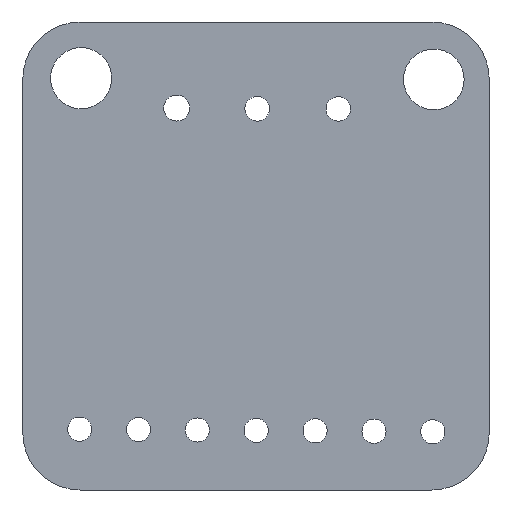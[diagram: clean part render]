
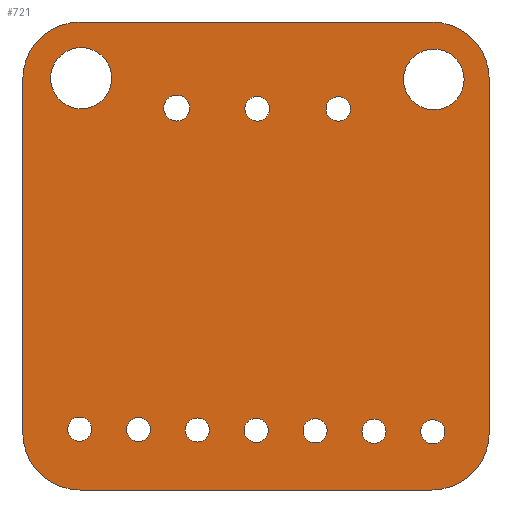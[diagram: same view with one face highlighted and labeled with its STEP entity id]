
A CAD part, front view. The second image highlights one B-rep face of the part: STEP entity #721.
In plain terms, the highlighted planar face has unit normal (0, -1, 0).
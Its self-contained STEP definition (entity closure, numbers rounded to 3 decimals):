
#15=FACE_BOUND('',#157,.T.);
#16=FACE_BOUND('',#158,.T.);
#17=FACE_BOUND('',#159,.T.);
#18=FACE_BOUND('',#160,.T.);
#19=FACE_BOUND('',#161,.T.);
#20=FACE_BOUND('',#162,.T.);
#21=FACE_BOUND('',#163,.T.);
#22=FACE_BOUND('',#164,.T.);
#23=FACE_BOUND('',#165,.T.);
#24=FACE_BOUND('',#166,.T.);
#25=FACE_BOUND('',#167,.T.);
#26=FACE_BOUND('',#168,.T.);
#43=CIRCLE('',#760,0.525);
#45=CIRCLE('',#763,0.525);
#47=CIRCLE('',#766,0.534);
#49=CIRCLE('',#769,0.539);
#51=CIRCLE('',#772,0.525);
#53=CIRCLE('',#775,0.525);
#55=CIRCLE('',#778,0.525);
#57=CIRCLE('',#781,1.331);
#59=CIRCLE('',#784,1.322);
#61=CIRCLE('',#787,0.563);
#63=CIRCLE('',#790,0.525);
#65=CIRCLE('',#793,0.525);
#66=CIRCLE('',#795,2.5);
#68=CIRCLE('',#799,2.5);
#69=CIRCLE('',#800,2.5);
#70=CIRCLE('',#801,2.5);
#119=FACE_OUTER_BOUND('',#156,.T.);
#156=EDGE_LOOP('',(#595,#596,#597,#598,#599,#600,#601,#602));
#157=EDGE_LOOP('',(#603));
#158=EDGE_LOOP('',(#604));
#159=EDGE_LOOP('',(#605));
#160=EDGE_LOOP('',(#606));
#161=EDGE_LOOP('',(#607));
#162=EDGE_LOOP('',(#608));
#163=EDGE_LOOP('',(#609));
#164=EDGE_LOOP('',(#610));
#165=EDGE_LOOP('',(#611));
#166=EDGE_LOOP('',(#612));
#167=EDGE_LOOP('',(#613));
#168=EDGE_LOOP('',(#614));
#241=LINE('',#1175,#305);
#244=LINE('',#1181,#308);
#245=LINE('',#1185,#309);
#246=LINE('',#1189,#310);
#305=VECTOR('',#974,10.);
#308=VECTOR('',#979,10.);
#309=VECTOR('',#982,10.);
#310=VECTOR('',#985,10.);
#344=VERTEX_POINT('',#1095);
#346=VERTEX_POINT('',#1101);
#348=VERTEX_POINT('',#1107);
#350=VERTEX_POINT('',#1113);
#352=VERTEX_POINT('',#1119);
#354=VERTEX_POINT('',#1125);
#356=VERTEX_POINT('',#1131);
#358=VERTEX_POINT('',#1137);
#360=VERTEX_POINT('',#1143);
#362=VERTEX_POINT('',#1149);
#364=VERTEX_POINT('',#1155);
#366=VERTEX_POINT('',#1161);
#367=VERTEX_POINT('',#1165);
#368=VERTEX_POINT('',#1166);
#371=VERTEX_POINT('',#1174);
#373=VERTEX_POINT('',#1180);
#374=VERTEX_POINT('',#1182);
#375=VERTEX_POINT('',#1184);
#376=VERTEX_POINT('',#1186);
#377=VERTEX_POINT('',#1188);
#421=EDGE_CURVE('',#344,#344,#43,.T.);
#424=EDGE_CURVE('',#346,#346,#45,.T.);
#427=EDGE_CURVE('',#348,#348,#47,.T.);
#430=EDGE_CURVE('',#350,#350,#49,.T.);
#433=EDGE_CURVE('',#352,#352,#51,.T.);
#436=EDGE_CURVE('',#354,#354,#53,.T.);
#439=EDGE_CURVE('',#356,#356,#55,.T.);
#442=EDGE_CURVE('',#358,#358,#57,.T.);
#445=EDGE_CURVE('',#360,#360,#59,.T.);
#448=EDGE_CURVE('',#362,#362,#61,.T.);
#451=EDGE_CURVE('',#364,#364,#63,.T.);
#454=EDGE_CURVE('',#366,#366,#65,.T.);
#455=EDGE_CURVE('',#367,#368,#66,.T.);
#459=EDGE_CURVE('',#371,#368,#241,.T.);
#462=EDGE_CURVE('',#367,#373,#244,.T.);
#463=EDGE_CURVE('',#374,#373,#68,.T.);
#464=EDGE_CURVE('',#374,#375,#245,.T.);
#465=EDGE_CURVE('',#376,#375,#69,.T.);
#466=EDGE_CURVE('',#376,#377,#246,.T.);
#467=EDGE_CURVE('',#371,#377,#70,.T.);
#595=ORIENTED_EDGE('',*,*,#455,.F.);
#596=ORIENTED_EDGE('',*,*,#462,.T.);
#597=ORIENTED_EDGE('',*,*,#463,.F.);
#598=ORIENTED_EDGE('',*,*,#464,.T.);
#599=ORIENTED_EDGE('',*,*,#465,.F.);
#600=ORIENTED_EDGE('',*,*,#466,.T.);
#601=ORIENTED_EDGE('',*,*,#467,.F.);
#602=ORIENTED_EDGE('',*,*,#459,.T.);
#603=ORIENTED_EDGE('',*,*,#421,.T.);
#604=ORIENTED_EDGE('',*,*,#424,.T.);
#605=ORIENTED_EDGE('',*,*,#427,.T.);
#606=ORIENTED_EDGE('',*,*,#430,.T.);
#607=ORIENTED_EDGE('',*,*,#433,.T.);
#608=ORIENTED_EDGE('',*,*,#436,.T.);
#609=ORIENTED_EDGE('',*,*,#439,.T.);
#610=ORIENTED_EDGE('',*,*,#442,.T.);
#611=ORIENTED_EDGE('',*,*,#445,.T.);
#612=ORIENTED_EDGE('',*,*,#448,.T.);
#613=ORIENTED_EDGE('',*,*,#451,.T.);
#614=ORIENTED_EDGE('',*,*,#454,.T.);
#687=PLANE('',#798);
#721=ADVANCED_FACE('',(#119,#15,#16,#17,#18,#19,#20,#21,#22,#23,#24,#25,
#26),#687,.T.);
#760=AXIS2_PLACEMENT_3D('',#1097,#885,#886);
#763=AXIS2_PLACEMENT_3D('',#1103,#892,#893);
#766=AXIS2_PLACEMENT_3D('',#1109,#899,#900);
#769=AXIS2_PLACEMENT_3D('',#1115,#906,#907);
#772=AXIS2_PLACEMENT_3D('',#1121,#913,#914);
#775=AXIS2_PLACEMENT_3D('',#1127,#920,#921);
#778=AXIS2_PLACEMENT_3D('',#1133,#927,#928);
#781=AXIS2_PLACEMENT_3D('',#1139,#934,#935);
#784=AXIS2_PLACEMENT_3D('',#1145,#941,#942);
#787=AXIS2_PLACEMENT_3D('',#1151,#948,#949);
#790=AXIS2_PLACEMENT_3D('',#1157,#955,#956);
#793=AXIS2_PLACEMENT_3D('',#1163,#962,#963);
#795=AXIS2_PLACEMENT_3D('',#1167,#966,#967);
#798=AXIS2_PLACEMENT_3D('',#1179,#977,#978);
#799=AXIS2_PLACEMENT_3D('',#1183,#980,#981);
#800=AXIS2_PLACEMENT_3D('',#1187,#983,#984);
#801=AXIS2_PLACEMENT_3D('',#1190,#986,#987);
#885=DIRECTION('center_axis',(0.,1.,0.));
#886=DIRECTION('ref_axis',(-1.,0.,0.));
#892=DIRECTION('center_axis',(0.,1.,0.));
#893=DIRECTION('ref_axis',(-1.,0.,0.));
#899=DIRECTION('center_axis',(0.,1.,0.));
#900=DIRECTION('ref_axis',(-1.,0.,0.));
#906=DIRECTION('center_axis',(0.,1.,0.));
#907=DIRECTION('ref_axis',(-1.,0.,0.));
#913=DIRECTION('center_axis',(0.,1.,0.));
#914=DIRECTION('ref_axis',(-1.,0.,0.));
#920=DIRECTION('center_axis',(0.,1.,0.));
#921=DIRECTION('ref_axis',(-1.,0.,0.));
#927=DIRECTION('center_axis',(0.,1.,0.));
#928=DIRECTION('ref_axis',(-1.,0.,0.));
#934=DIRECTION('center_axis',(0.,1.,0.));
#935=DIRECTION('ref_axis',(-1.,0.,0.));
#941=DIRECTION('center_axis',(0.,1.,0.));
#942=DIRECTION('ref_axis',(-1.,0.,0.));
#948=DIRECTION('center_axis',(0.,1.,0.));
#949=DIRECTION('ref_axis',(-1.,0.,0.));
#955=DIRECTION('center_axis',(0.,1.,0.));
#956=DIRECTION('ref_axis',(-1.,0.,0.));
#962=DIRECTION('center_axis',(0.,1.,0.));
#963=DIRECTION('ref_axis',(-1.,0.,0.));
#966=DIRECTION('center_axis',(0.,1.,0.));
#967=DIRECTION('ref_axis',(-0.707,0.,-0.707));
#974=DIRECTION('',(0.,0.,-1.));
#977=DIRECTION('center_axis',(0.,-1.,0.));
#978=DIRECTION('ref_axis',(0.,0.,1.));
#979=DIRECTION('',(1.,0.,0.));
#980=DIRECTION('center_axis',(0.,1.,0.));
#981=DIRECTION('ref_axis',(0.707,0.,-0.707));
#982=DIRECTION('',(0.,0.,1.));
#983=DIRECTION('center_axis',(0.,1.,0.));
#984=DIRECTION('ref_axis',(0.707,0.,0.707));
#985=DIRECTION('',(-1.,0.,0.));
#986=DIRECTION('center_axis',(0.,1.,0.));
#987=DIRECTION('ref_axis',(-0.707,0.,0.707));
#1095=CARTESIAN_POINT('',(34.37,-86.497,-28.786));
#1097=CARTESIAN_POINT('Origin',(33.845,-86.497,-28.786));
#1101=CARTESIAN_POINT('',(24.117,-86.497,-28.71));
#1103=CARTESIAN_POINT('Origin',(23.592,-86.497,-28.71));
#1107=CARTESIAN_POINT('',(35.387,-86.497,-14.765));
#1109=CARTESIAN_POINT('Origin',(34.854,-86.497,-14.765));
#1113=CARTESIAN_POINT('',(31.865,-86.497,-14.759));
#1115=CARTESIAN_POINT('Origin',(31.326,-86.497,-14.759));
#1119=CARTESIAN_POINT('',(26.681,-86.497,-28.729));
#1121=CARTESIAN_POINT('Origin',(26.156,-86.497,-28.729));
#1125=CARTESIAN_POINT('',(36.934,-86.497,-28.805));
#1127=CARTESIAN_POINT('Origin',(36.409,-86.497,-28.805));
#1131=CARTESIAN_POINT('',(31.807,-86.497,-28.767));
#1133=CARTESIAN_POINT('Origin',(31.282,-86.497,-28.767));
#1137=CARTESIAN_POINT('',(24.989,-86.497,-13.428));
#1139=CARTESIAN_POINT('Origin',(23.658,-86.497,-13.428));
#1143=CARTESIAN_POINT('',(40.337,-86.497,-13.484));
#1145=CARTESIAN_POINT('Origin',(39.015,-86.497,-13.484));
#1149=CARTESIAN_POINT('',(28.383,-86.497,-14.733));
#1151=CARTESIAN_POINT('Origin',(27.82,-86.497,-14.733));
#1155=CARTESIAN_POINT('',(29.244,-86.497,-28.748));
#1157=CARTESIAN_POINT('Origin',(28.719,-86.497,-28.748));
#1161=CARTESIAN_POINT('',(39.497,-86.497,-28.823));
#1163=CARTESIAN_POINT('Origin',(38.972,-86.497,-28.823));
#1165=CARTESIAN_POINT('',(23.613,-86.497,-31.361));
#1166=CARTESIAN_POINT('',(21.113,-86.497,-28.861));
#1167=CARTESIAN_POINT('Origin',(23.613,-86.497,-28.861));
#1174=CARTESIAN_POINT('',(21.113,-86.497,-13.482));
#1175=CARTESIAN_POINT('',(21.113,-86.497,-10.982));
#1179=CARTESIAN_POINT('Origin',(31.271,-86.497,-21.171));
#1180=CARTESIAN_POINT('',(38.93,-86.497,-31.361));
#1181=CARTESIAN_POINT('',(21.113,-86.497,-31.361));
#1182=CARTESIAN_POINT('',(41.43,-86.497,-28.861));
#1183=CARTESIAN_POINT('Origin',(38.93,-86.497,-28.861));
#1184=CARTESIAN_POINT('',(41.43,-86.497,-13.482));
#1185=CARTESIAN_POINT('',(41.43,-86.497,-31.361));
#1186=CARTESIAN_POINT('',(38.93,-86.497,-10.982));
#1187=CARTESIAN_POINT('Origin',(38.93,-86.497,-13.482));
#1188=CARTESIAN_POINT('',(23.613,-86.497,-10.982));
#1189=CARTESIAN_POINT('',(41.43,-86.497,-10.982));
#1190=CARTESIAN_POINT('Origin',(23.613,-86.497,-13.482));
